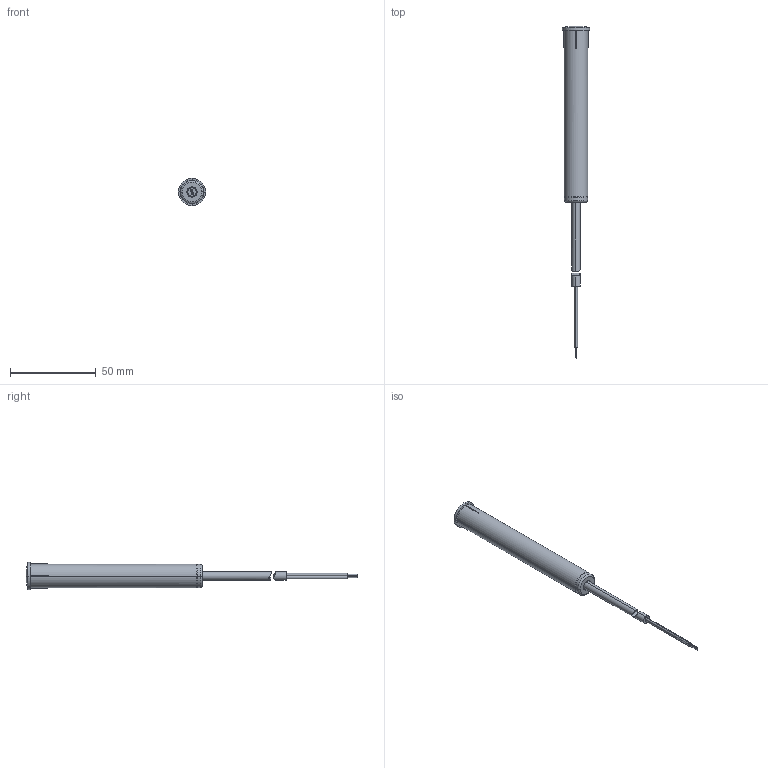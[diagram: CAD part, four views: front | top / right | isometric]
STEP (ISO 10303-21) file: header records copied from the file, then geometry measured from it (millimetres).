
FILE_DESCRIPTION (( 'STEP AP214' ), '1' );
FILE_NAME ('A16C.STEP', '2022-02-08T14:08:18', ( '' ), ( '' ), 'SwSTEP 2.0', 'SolidWorks 2021', '' );
FILE_SCHEMA (( 'AUTOMOTIVE_DESIGN' ));
Length unit declared in the file: millimetre
Products named in the file (4): 1STA16050000; Cavo 1PDA; A16C; 1A16 C0 00 0000
Assembly tree (3 placements, depth 2):
  A16C
    1A16 C0 00 0000
    1STA16050000
    Cavo 1PDA
Bounding box: 16 x 194 x 16 mm (x, y, z)
Volume: 5622.6 mm3; surface area: 10336.5 mm2
Topology: 4 solids, 4 shells, 99 faces, 207 edges, 131 vertices
Faces by surface type: cylinder 37, plane 34, cone 16, torus 8, sphere 2, bspline 2
Entity records: 3154 total; most frequent: CARTESIAN_POINT 645, DIRECTION 509, ORIENTED_EDGE 414, AXIS2_PLACEMENT_3D 211, EDGE_CURVE 207, VERTEX_POINT 131, EDGE_LOOP 116, CIRCLE 108
